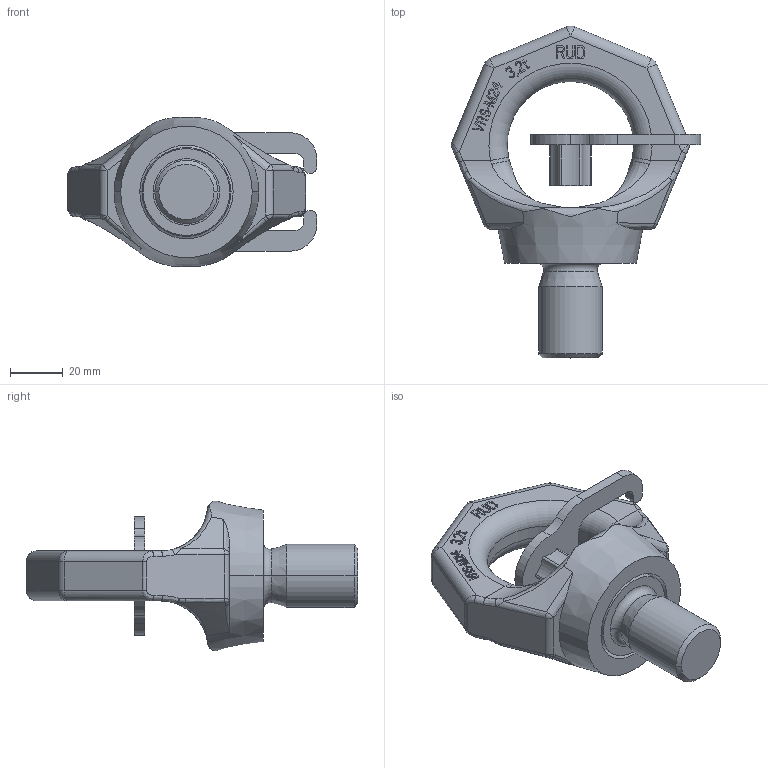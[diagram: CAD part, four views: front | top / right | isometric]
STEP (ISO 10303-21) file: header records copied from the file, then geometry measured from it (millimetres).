
FILE_DESCRIPTION((''),'2;1');
FILE_NAME('001-M09507-P-5_ASM','2004-04-02T',('jakubetz'),(''),'PRO/ENGINEER BY PARAMETRIC TECHNOLOGY CORPORATION, 2001400','PRO/ENGINEER BY PARAMETRIC TECHNOLOGY CORPORATION, 2001400','');
FILE_SCHEMA(('CONFIG_CONTROL_DESIGN'));
Length unit declared in the file: millimetre
Products named in the file (5): 001-M09507-P-1; 001-M09507-P-2; 001-M09507-P-3_ASM; 001-M09507-P-4; 001-M09507-P-5_ASM
Assembly tree (4 placements, depth 3):
  001-M09507-P-5_ASM
    001-M09507-P-3_ASM
      001-M09507-P-1
      001-M09507-P-2
    001-M09507-P-4
Bounding box: 94.79 x 126.12 x 56.77 mm (x, y, z)
Volume: 125664.9 mm3; surface area: 33061.5 mm2
Topology: 3 solids, 3 shells, 526 faces, 1432 edges, 922 vertices
Faces by surface type: plane 383, cylinder 65, bspline 48, cone 12, sphere 10, torus 8
Entity records: 19785 total; most frequent: CARTESIAN_POINT 6744, ORIENTED_EDGE 2848, DIRECTION 2420, EDGE_CURVE 1424, VECTOR 1136, LINE 1136, VERTEX_POINT 922, AXIS2_PLACEMENT_3D 642
